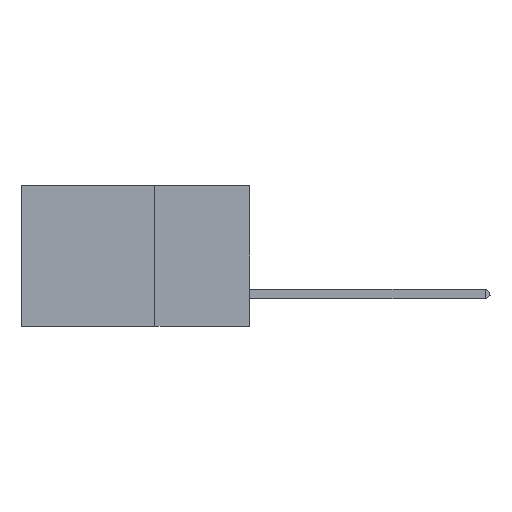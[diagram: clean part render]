
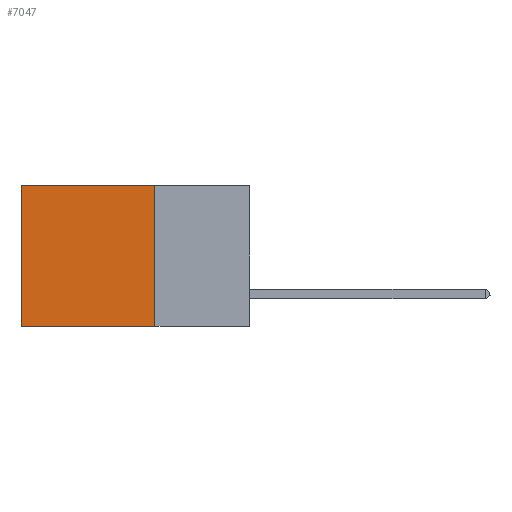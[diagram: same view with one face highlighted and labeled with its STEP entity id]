
A CAD part, left-side view. The second image highlights one B-rep face of the part: STEP entity #7047.
In plain terms, the highlighted planar face has unit normal (-1, 0, 0).
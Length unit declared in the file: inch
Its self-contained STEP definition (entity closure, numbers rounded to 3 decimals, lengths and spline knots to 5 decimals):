
#739 = VECTOR ( 'NONE', #11867, 39.37008 ) ;
#741 = ORIENTED_EDGE ( 'NONE', *, *, #14196, .T. ) ;
#947 = CARTESIAN_POINT ( 'NONE',  ( 0.2875, 0.25, 0. ) ) ;
#1265 = VERTEX_POINT ( 'NONE', #6539 ) ;
#1438 = VERTEX_POINT ( 'NONE', #11860 ) ;
#1630 = VERTEX_POINT ( 'NONE', #2597 ) ;
#2324 = VECTOR ( 'NONE', #11291, 39.37008 ) ;
#2379 = ORIENTED_EDGE ( 'NONE', *, *, #5517, .F. ) ;
#2597 = CARTESIAN_POINT ( 'NONE',  ( 0.2875, 0.25, -0.37 ) ) ;
#3677 = ORIENTED_EDGE ( 'NONE', *, *, #9212, .T. ) ;
#4633 = LINE ( 'NONE', #10120, #14969 ) ;
#4833 = LINE ( 'NONE', #14652, #739 ) ;
#5394 = LINE ( 'NONE', #947, #8296 ) ;
#5517 = EDGE_CURVE ( 'NONE', #1438, #1630, #5394, .T. ) ;
#5740 = CARTESIAN_POINT ( 'NONE',  ( 0.2875, 0.25, 0. ) ) ;
#6539 = CARTESIAN_POINT ( 'NONE',  ( 0.2875, 0.6, -0.37 ) ) ;
#7047 = ADVANCED_FACE ( 'NONE', ( #14109 ), #16039, .F. ) ;
#8296 = VECTOR ( 'NONE', #9756, 39.37008 ) ;
#8864 = CARTESIAN_POINT ( 'NONE',  ( 0.2875, 0.25, 0. ) ) ;
#9212 = EDGE_CURVE ( 'NONE', #1438, #16754, #10172, .T. ) ;
#9756 = DIRECTION ( 'NONE',  ( 0., 0., -1. ) ) ;
#10120 = CARTESIAN_POINT ( 'NONE',  ( 0.2875, 0.25, -0.37 ) ) ;
#10172 = LINE ( 'NONE', #5740, #2324 ) ;
#10426 = CARTESIAN_POINT ( 'NONE',  ( 0.2875, 0.6, 0. ) ) ;
#11291 = DIRECTION ( 'NONE',  ( 0., 1., 0. ) ) ;
#11757 = DIRECTION ( 'NONE',  ( 1., 0., 0. ) ) ;
#11860 = CARTESIAN_POINT ( 'NONE',  ( 0.2875, 0.25, 0. ) ) ;
#11867 = DIRECTION ( 'NONE',  ( 0., 0., -1. ) ) ;
#12823 = ORIENTED_EDGE ( 'NONE', *, *, #13504, .F. ) ;
#13024 = DIRECTION ( 'NONE',  ( 0., 1., 0. ) ) ;
#13504 = EDGE_CURVE ( 'NONE', #1630, #1265, #4633, .T. ) ;
#14109 = FACE_OUTER_BOUND ( 'NONE', #14989, .T. ) ;
#14196 = EDGE_CURVE ( 'NONE', #16754, #1265, #4833, .T. ) ;
#14652 = CARTESIAN_POINT ( 'NONE',  ( 0.2875, 0.6, 0. ) ) ;
#14665 = DIRECTION ( 'NONE',  ( 0., 0., -1. ) ) ;
#14916 = AXIS2_PLACEMENT_3D ( 'NONE', #8864, #11757, #14665 ) ;
#14969 = VECTOR ( 'NONE', #13024, 39.37008 ) ;
#14989 = EDGE_LOOP ( 'NONE', ( #741, #12823, #2379, #3677 ) ) ;
#16039 = PLANE ( 'NONE',  #14916 ) ;
#16754 = VERTEX_POINT ( 'NONE', #10426 ) ;
